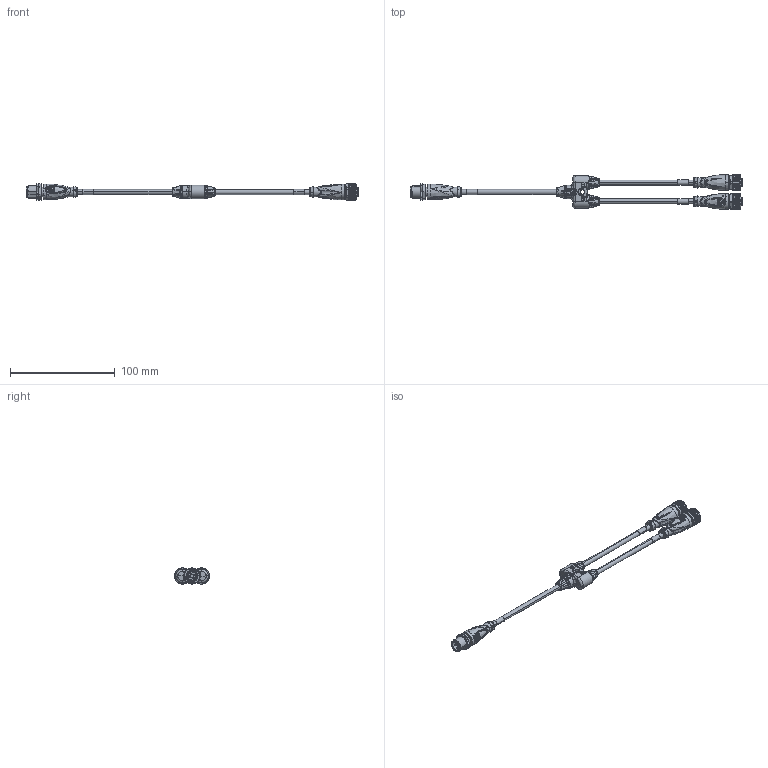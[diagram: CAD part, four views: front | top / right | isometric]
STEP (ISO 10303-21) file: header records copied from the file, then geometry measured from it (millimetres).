
FILE_DESCRIPTION((''),'2;1');
FILE_NAME('CAD-8758_SW0001','2023-07-13T09:58:56',('creinig-se'),(''),'CREO PARAMETRIC BY PTC INC, 2022284','CREO PARAMETRIC BY PTC INC, 2022284','');
FILE_SCHEMA(('CONFIG_CONTROL_DESIGN','SHAPE_APPEARANCE_LAYERS_GROUPS'));
Products named in the file (1): CAD-8758_SW0001
Bounding box: 316.3 x 33.38 x 15.4 mm (x, y, z)
Volume: 29478.5 mm3; surface area: 17860.8 mm2
Topology: 5 solids, 5 shells, 2935 faces, 7564 edges, 4706 vertices
Faces by surface type: plane 1204, cylinder 639, bspline 495, torus 469, cone 104, extrusion 12, sphere 12
Entity records: 154343 total; most frequent: CARTESIAN_POINT 66072, ORIENTED_EDGE 15104, DIRECTION 12964, EDGE_CURVE 7552, AXIS2_PLACEMENT_3D 4819, VERTEX_POINT 4706, VECTOR 3326, LINE 3314
